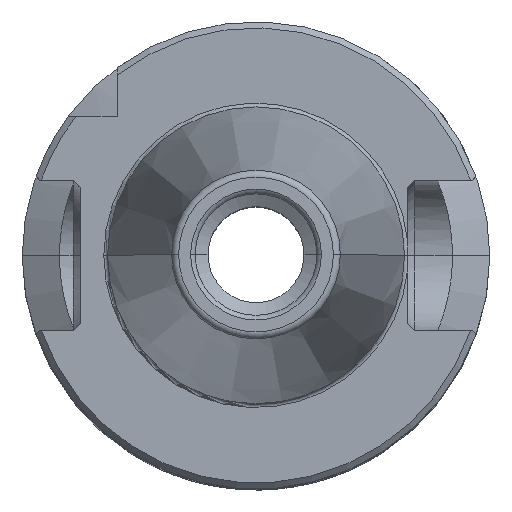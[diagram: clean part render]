
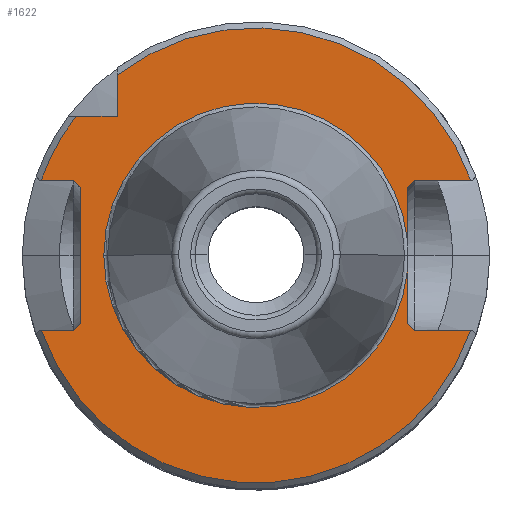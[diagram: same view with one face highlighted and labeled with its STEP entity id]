
A CAD part, top view. The second image highlights one B-rep face of the part: STEP entity #1622.
In plain terms, the highlighted planar face has unit normal (0, 0, 1).
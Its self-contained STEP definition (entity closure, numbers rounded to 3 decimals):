
#1480=VERTEX_POINT('NONE',#4082);
#1542=EDGE_CURVE('NONE',#1746,#3206,#4151,.T.);
#1622=ADVANCED_FACE('NONE',(#4237),#4238,.F.);
#1650=EDGE_CURVE('NONE',#3134,#3704,#4270,.T.);
#1668=EDGE_CURVE('NONE',#2266,#2764,#4290,.T.);
#1712=EDGE_CURVE('NONE',#3546,#2266,#4338,.T.);
#1746=VERTEX_POINT('NONE',#4376);
#1792=EDGE_CURVE('NONE',#2518,#2776,#4423,.T.);
#1818=EDGE_CURVE('NONE',#1876,#1480,#4451,.T.);
#1876=VERTEX_POINT('NONE',#4515);
#1974=EDGE_CURVE('NONE',#3642,#3858,#4627,.T.);
#1994=VERTEX_POINT('NONE',#4650);
#2006=EDGE_CURVE('NONE',#1746,#3152,#4662,.T.);
#2050=EDGE_CURVE('NONE',#1480,#2764,#4710,.T.);
#2110=EDGE_CURVE('NONE',#3414,#2898,#4773,.T.);
#2266=VERTEX_POINT('NONE',#4941);
#2346=EDGE_CURVE('NONE',#2898,#2776,#5032,.T.);
#2518=VERTEX_POINT('NONE',#5216);
#2558=EDGE_CURVE('NONE',#3414,#3704,#5264,.T.);
#2656=EDGE_CURVE('NONE',#1994,#2518,#5376,.T.);
#2764=VERTEX_POINT('NONE',#5495);
#2776=VERTEX_POINT('NONE',#5510);
#2826=EDGE_CURVE('NONE',#3642,#3206,#5569,.T.);
#2898=VERTEX_POINT('NONE',#5646);
#2928=EDGE_CURVE('NONE',#3026,#1994,#5679,.T.);
#2936=EDGE_CURVE('NONE',#3858,#1876,#5688,.T.);
#3026=VERTEX_POINT('NONE',#5785);
#3134=VERTEX_POINT('NONE',#5909);
#3146=EDGE_CURVE('NONE',#3546,#3026,#5921,.T.);
#3152=VERTEX_POINT('NONE',#5930);
#3206=VERTEX_POINT('NONE',#5989);
#3384=EDGE_CURVE('NONE',#3134,#3152,#6187,.T.);
#3414=VERTEX_POINT('NONE',#6223);
#3546=VERTEX_POINT('NONE',#6372);
#3642=VERTEX_POINT('NONE',#6481);
#3704=VERTEX_POINT('NONE',#6547);
#3858=VERTEX_POINT('NONE',#6718);
#4082=CARTESIAN_POINT('',(16.2,-7.3,-3.2));
#4151=LINE('',#7212,#7213);
#4237=FACE_OUTER_BOUND('',#7425,.T.);
#4238=PLANE('',#7426);
#4270=LINE('',#7499,#7500);
#4290=CIRCLE('',#7525,16.275);
#4338=CIRCLE('',#7649,16.275);
#4376=CARTESIAN_POINT('',(-18.8,-7.3,-3.2));
#4423=CIRCLE('',#7780,24.325);
#4451=LINE('',#7822,#7823);
#4515=CARTESIAN_POINT('',(16.95,-8.05,-3.2));
#4627=CIRCLE('',#8333,24.325);
#4650=CARTESIAN_POINT('',(16.95,8.05,-3.2));
#4662=LINE('',#8415,#8416);
#4710=LINE('',#8578,#8579);
#4773=LINE('',#8718,#8719);
#4941=CARTESIAN_POINT('',(-16.275,0.0,-3.2));
#5032=LINE('',#9479,#9480);
#5216=CARTESIAN_POINT('',(22.954,8.05,-3.2));
#5264=CIRCLE('',#10106,24.325);
#5376=LINE('',#10407,#10408);
#5495=CARTESIAN_POINT('',(16.2,-1.561,-3.2));
#5510=CARTESIAN_POINT('',(-14.85,19.266,-3.2));
#5569=LINE('',#10799,#10800);
#5646=CARTESIAN_POINT('',(-14.85,14.85,-3.2));
#5679=LINE('',#11090,#11091);
#5688=LINE('',#11104,#11105);
#5785=CARTESIAN_POINT('',(16.2,7.3,-3.2));
#5909=CARTESIAN_POINT('',(-19.55,8.05,-3.2));
#5921=LINE('',#11968,#11969);
#5930=CARTESIAN_POINT('',(-18.8,7.3,-3.2));
#5989=CARTESIAN_POINT('',(-19.55,-8.05,-3.2));
#6187=LINE('',#12576,#12577);
#6223=CARTESIAN_POINT('',(-19.266,14.85,-3.2));
#6372=CARTESIAN_POINT('',(16.2,1.561,-3.2));
#6481=CARTESIAN_POINT('',(-22.954,-8.05,-3.2));
#6547=CARTESIAN_POINT('',(-22.954,8.05,-3.2));
#6718=CARTESIAN_POINT('',(22.954,-8.05,-3.2));
#7212=CARTESIAN_POINT('',(-13.888,-2.388,-3.2));
#7213=VECTOR('',#13958,1000.0);
#7425=EDGE_LOOP('',(#14042,#14043,#14044,#14045,#14046,#14047,#14048,#14049,#14050,#14051,#14052,#14053,#14054,#14055,#14056,#14057,#14058,#14059));
#7426=AXIS2_PLACEMENT_3D('',#14060,#14061,#14062);
#7499=CARTESIAN_POINT('',(0.0,8.05,-3.2));
#7500=VECTOR('',#14110,1000.0);
#7525=AXIS2_PLACEMENT_3D('',#14128,#14129,#14130);
#7649=AXIS2_PLACEMENT_3D('',#14178,#14179,#14180);
#7780=AXIS2_PLACEMENT_3D('',#14252,#14253,#14254);
#7822=CARTESIAN_POINT('',(12.587,-3.687,-3.2));
#7823=VECTOR('',#14282,1000.0);
#8333=AXIS2_PLACEMENT_3D('',#14507,#14508,#14509);
#8415=CARTESIAN_POINT('',(-18.8,-16.275,-3.2));
#8416=VECTOR('',#14547,1000.0);
#8578=CARTESIAN_POINT('',(16.2,-16.275,-3.2));
#8579=VECTOR('',#14591,1000.0);
#8718=CARTESIAN_POINT('',(0.,14.85,-3.2));
#8719=VECTOR('',#14669,1000.0);
#9479=CARTESIAN_POINT('',(-14.85,-16.275,-3.2));
#9480=VECTOR('',#14934,1000.0);
#10106=AXIS2_PLACEMENT_3D('',#15182,#15183,#15184);
#10407=CARTESIAN_POINT('',(0.0,8.05,-3.2));
#10408=VECTOR('',#15309,1000.0);
#10799=CARTESIAN_POINT('',(0.0,-8.05,-3.2));
#10800=VECTOR('',#15548,1000.0);
#11090=CARTESIAN_POINT('',(-3.688,-12.587,-3.2));
#11091=VECTOR('',#15642,1000.0);
#11104=CARTESIAN_POINT('',(0.0,-8.05,-3.2));
#11105=VECTOR('',#15656,1000.0);
#11968=CARTESIAN_POINT('',(16.2,-16.275,-3.2));
#11969=VECTOR('',#15897,1000.0);
#12576=CARTESIAN_POINT('',(2.387,-13.888,-3.2));
#12577=VECTOR('',#16195,1000.0);
#13958=DIRECTION('',(-0.707,-0.707,0.0));
#14042=ORIENTED_EDGE('',*,*,#2346,.F.);
#14043=ORIENTED_EDGE('',*,*,#2110,.F.);
#14044=ORIENTED_EDGE('',*,*,#2558,.T.);
#14045=ORIENTED_EDGE('',*,*,#1650,.F.);
#14046=ORIENTED_EDGE('',*,*,#3384,.T.);
#14047=ORIENTED_EDGE('',*,*,#2006,.F.);
#14048=ORIENTED_EDGE('',*,*,#1542,.T.);
#14049=ORIENTED_EDGE('',*,*,#2826,.F.);
#14050=ORIENTED_EDGE('',*,*,#1974,.T.);
#14051=ORIENTED_EDGE('',*,*,#2936,.T.);
#14052=ORIENTED_EDGE('',*,*,#1818,.T.);
#14053=ORIENTED_EDGE('',*,*,#2050,.T.);
#14054=ORIENTED_EDGE('',*,*,#1668,.F.);
#14055=ORIENTED_EDGE('',*,*,#1712,.F.);
#14056=ORIENTED_EDGE('',*,*,#3146,.T.);
#14057=ORIENTED_EDGE('',*,*,#2928,.T.);
#14058=ORIENTED_EDGE('',*,*,#2656,.T.);
#14059=ORIENTED_EDGE('',*,*,#1792,.T.);
#14060=CARTESIAN_POINT('',(0.0,-16.275,-3.2));
#14061=DIRECTION('',(0.0,0.0,-1.0));
#14062=DIRECTION('',(0.0,-1.0,0.0));
#14110=DIRECTION('',(-1.0,0.0,0.0));
#14128=CARTESIAN_POINT('',(0.0,0.0,-3.2));
#14129=DIRECTION('',(0.0,0.0,1.0));
#14130=DIRECTION('',(-1.0,0.0,0.0));
#14178=CARTESIAN_POINT('',(0.0,0.0,-3.2));
#14179=DIRECTION('',(0.0,0.0,1.0));
#14180=DIRECTION('',(-1.0,0.0,0.0));
#14252=CARTESIAN_POINT('',(0.0,0.0,-3.2));
#14253=DIRECTION('',(0.0,0.0,1.0));
#14254=DIRECTION('',(-1.0,0.0,0.0));
#14282=DIRECTION('',(-0.707,0.707,-0.0));
#14507=CARTESIAN_POINT('',(0.0,0.0,-3.2));
#14508=DIRECTION('',(0.0,0.0,1.0));
#14509=DIRECTION('',(-1.0,0.0,0.0));
#14547=DIRECTION('',(0.0,1.0,-0.0));
#14591=DIRECTION('',(0.0,1.0,-0.0));
#14669=DIRECTION('',(1.0,0.,0.0));
#14934=DIRECTION('',(0.,1.0,0.0));
#15182=CARTESIAN_POINT('',(0.0,0.0,-3.2));
#15183=DIRECTION('',(0.0,0.0,1.0));
#15184=DIRECTION('',(-1.0,0.0,0.0));
#15309=DIRECTION('',(1.0,0.0,0.0));
#15548=DIRECTION('',(1.0,0.0,0.0));
#15642=DIRECTION('',(0.707,0.707,0.0));
#15656=DIRECTION('',(-1.0,0.0,0.0));
#15897=DIRECTION('',(0.0,1.0,-0.0));
#16195=DIRECTION('',(0.707,-0.707,0.0));
